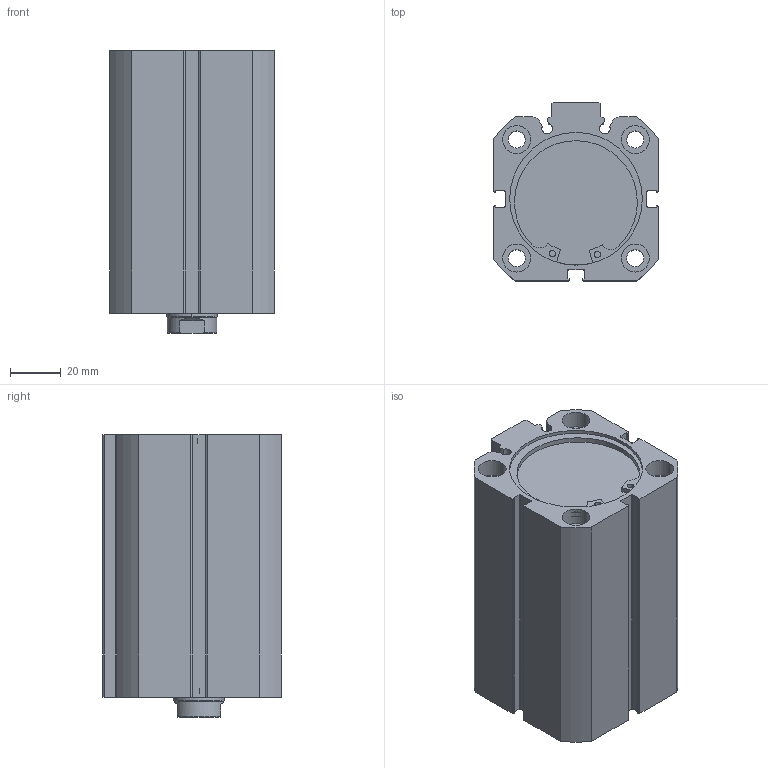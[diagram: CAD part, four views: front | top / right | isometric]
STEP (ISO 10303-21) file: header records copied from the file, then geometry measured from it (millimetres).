
FILE_DESCRIPTION (( 'STEP AP214' ), '1' );
FILE_NAME ('KS-50-70-CYLINDER.STEP', '2013-07-24T06:43:33', ( '' ), ( '' ), 'SwSTEP 2.0', 'SolidWorks 2010', '' );
FILE_SCHEMA (( 'AUTOMOTIVE_DESIGN' ));
Length unit declared in the file: millimetre
Products named in the file (6): KS 50  BORU_MANYETÝKLÝ BORU; KS 50  ARKA  KAPAK_MANYETﾝKLﾝ ﾝﾇﾝN; KS 50  ﾖN  KAPAK_MANYETﾝKLﾝ ﾝﾇﾝN; KS  50  M尳  ; Circlip for Bores normal_din1_Circlip DIN 472 - 52 x 2; KS-50-70-CYLINDER
Assembly tree (6 placements, depth 2):
  KS-50-70-CYLINDER
    Circlip for Bores normal_din1_Circlip DIN 472 - 52 x 2  x2
    KS  50  M尳  
    KS 50  ARKA  KAPAK_MANYETﾝKLﾝ ﾝﾇﾝN
    KS 50  ﾖN  KAPAK_MANYETﾝKLﾝ ﾝﾇﾝN
    KS 50  BORU_MANYETÝKLÝ BORU
Bounding box: 64.5 x 70 x 111 mm (x, y, z)
Volume: 266790.1 mm3; surface area: 88892.8 mm2
Topology: 6 solids, 6 shells, 233 faces, 591 edges, 385 vertices
Faces by surface type: cylinder 133, plane 84, cone 14, torus 2
Entity records: 6778 total; most frequent: CARTESIAN_POINT 1182, DIRECTION 1176, ORIENTED_EDGE 1032, EDGE_CURVE 516, AXIS2_PLACEMENT_3D 455, VERTEX_POINT 337, VECTOR 266, LINE 266
